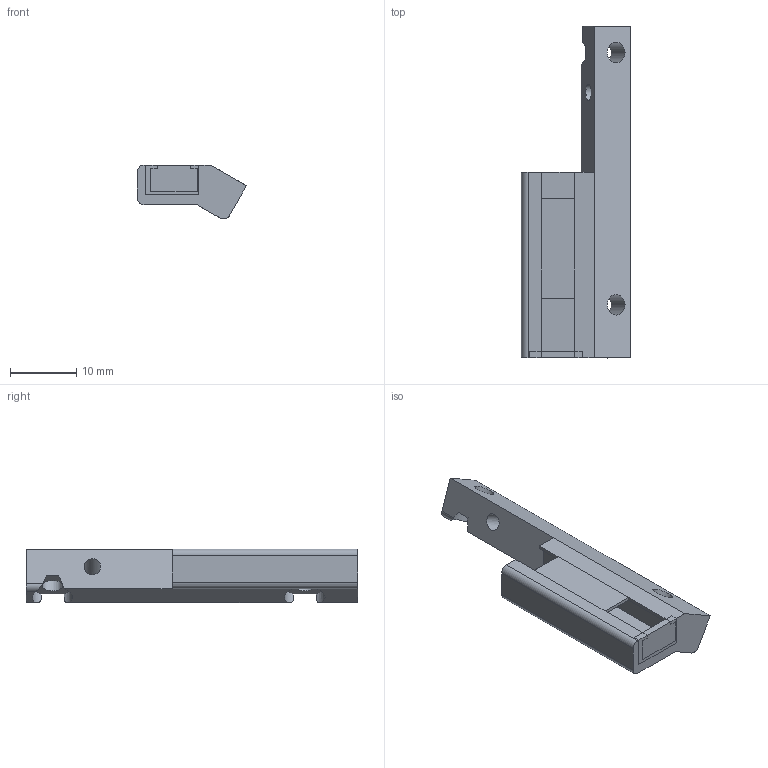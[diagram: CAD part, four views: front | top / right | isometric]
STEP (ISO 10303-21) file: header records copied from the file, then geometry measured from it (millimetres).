
FILE_DESCRIPTION(('FreeCAD Model'),'2;1');
FILE_NAME('Open CASCADE Shape Model','2023-01-24T17:46:09',(''),(''), 'Open CASCADE STEP processor 7.6','FreeCAD','Unknown');
FILE_SCHEMA(('AUTOMOTIVE_DESIGN { 1 0 10303 214 1 1 1 1 }'));
Length unit declared in the file: millimetre
Products named in the file (1): cam mount
Bounding box: 16.43 x 50 x 8.13 mm (x, y, z)
Volume: 2511 mm3; surface area: 2474.3 mm2
Topology: 1 solids, 1 shells, 49 faces, 137 edges, 88 vertices
Faces by surface type: plane 35, cylinder 14
Full cylindrical faces by diameter (mm): 2.5 x1, 3.1 x2
Entity records: 3770 total; most frequent: CARTESIAN_POINT 1000, DIRECTION 512, LINE 339, VECTOR 339, ORIENTED_EDGE 274, PCURVE 274, DEFINITIONAL_REPRESENTATION 274, EDGE_CURVE 137
